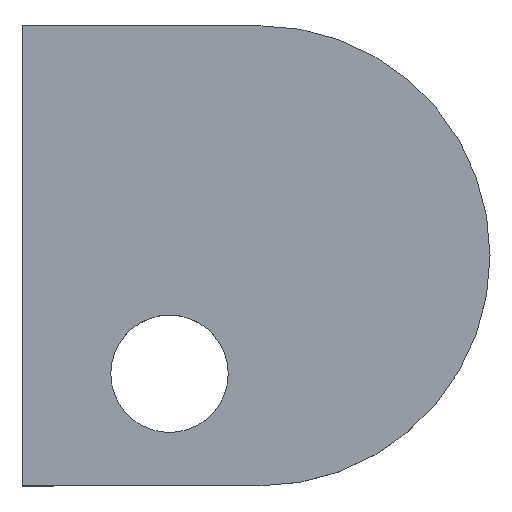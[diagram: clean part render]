
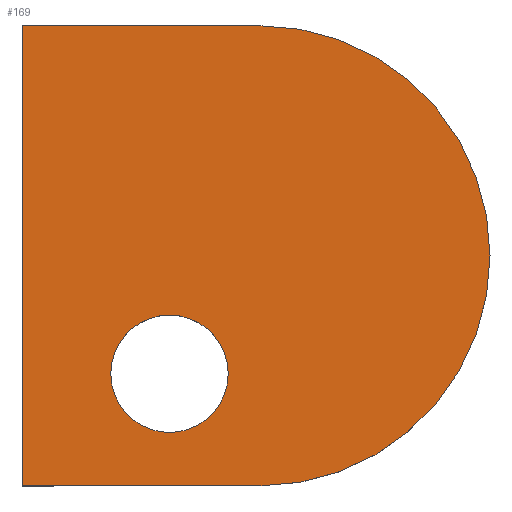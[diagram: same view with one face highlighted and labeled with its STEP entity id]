
A CAD part, top view. The second image highlights one B-rep face of the part: STEP entity #169.
In plain terms, the highlighted planar face has unit normal (0, 0, 1).
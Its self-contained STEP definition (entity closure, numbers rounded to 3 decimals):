
#18=FACE_BOUND('',#38,.T.);
#27=FACE_OUTER_BOUND('',#37,.T.);
#37=EDGE_LOOP('',(#149,#150,#151,#152));
#38=EDGE_LOOP('',(#153));
#41=CIRCLE('',#191,14.5);
#42=CIRCLE('',#195,3.7);
#47=LINE('',#259,#64);
#52=LINE('',#268,#69);
#55=LINE('',#273,#72);
#64=VECTOR('',#211,10.);
#69=VECTOR('',#218,10.);
#72=VECTOR('',#223,10.);
#83=VERTEX_POINT('',#256);
#84=VERTEX_POINT('',#258);
#86=VERTEX_POINT('',#265);
#88=VERTEX_POINT('',#271);
#90=VERTEX_POINT('',#283);
#97=EDGE_CURVE('',#84,#83,#47,.T.);
#102=EDGE_CURVE('',#83,#86,#52,.T.);
#105=EDGE_CURVE('',#86,#88,#55,.T.);
#108=EDGE_CURVE('',#88,#84,#41,.T.);
#110=EDGE_CURVE('',#90,#90,#42,.F.);
#149=ORIENTED_EDGE('',*,*,#97,.T.);
#150=ORIENTED_EDGE('',*,*,#102,.T.);
#151=ORIENTED_EDGE('',*,*,#105,.T.);
#152=ORIENTED_EDGE('',*,*,#108,.T.);
#153=ORIENTED_EDGE('',*,*,#110,.T.);
#160=PLANE('',#196);
#169=ADVANCED_FACE('',(#27,#18),#160,.F.);
#191=AXIS2_PLACEMENT_3D('',#278,#228,#229);
#195=AXIS2_PLACEMENT_3D('',#284,#237,#238);
#196=AXIS2_PLACEMENT_3D('',#286,#240,#241);
#211=DIRECTION('',(-1.,0.,0.));
#218=DIRECTION('',(0.,-1.,0.));
#223=DIRECTION('',(1.,0.,0.));
#228=DIRECTION('center_axis',(0.,0.,1.));
#229=DIRECTION('ref_axis',(0.,1.,0.));
#237=DIRECTION('center_axis',(0.,0.,1.));
#238=DIRECTION('ref_axis',(1.,0.,0.));
#240=DIRECTION('center_axis',(0.,0.,-1.));
#241=DIRECTION('ref_axis',(1.,0.,0.));
#256=CARTESIAN_POINT('',(0.,8.135,12.5));
#258=CARTESIAN_POINT('',(15.,8.135,12.5));
#259=CARTESIAN_POINT('',(14.375,8.135,12.5));
#265=CARTESIAN_POINT('',(0.,-20.865,12.5));
#268=CARTESIAN_POINT('',(0.,6.135,12.5));
#271=CARTESIAN_POINT('',(15.,-20.865,12.5));
#273=CARTESIAN_POINT('',(6.875,-20.865,12.5));
#278=CARTESIAN_POINT('Origin',(15.,-6.365,12.5));
#283=CARTESIAN_POINT('',(5.597,-13.801,12.5));
#284=CARTESIAN_POINT('Origin',(9.297,-13.801,12.5));
#286=CARTESIAN_POINT('Origin',(13.75,-6.365,12.5));
